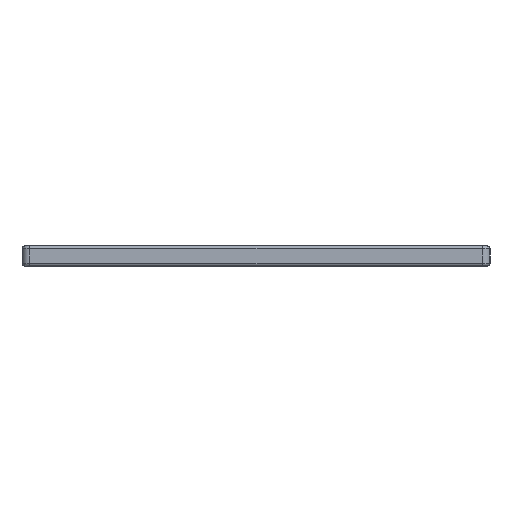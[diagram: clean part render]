
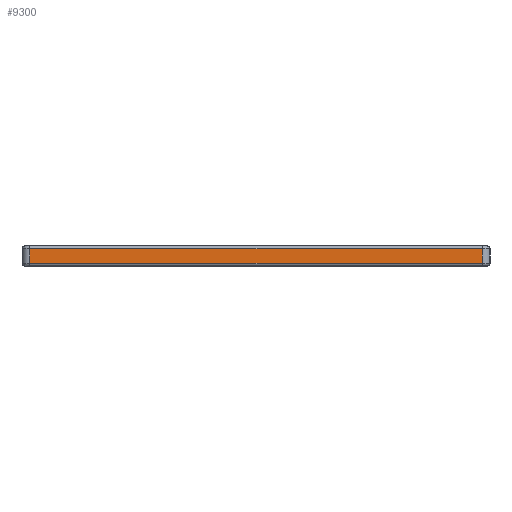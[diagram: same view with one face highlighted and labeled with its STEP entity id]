
A CAD part, left-side view. The second image highlights one B-rep face of the part: STEP entity #9300.
In plain terms, the highlighted planar face has unit normal (-1, 0, 0).
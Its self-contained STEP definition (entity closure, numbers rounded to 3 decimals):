
#1298 = AXIS2_PLACEMENT_3D ( 'NONE', #15698, #8968, #29527 ) ;
#2490 = DIRECTION ( 'NONE',  ( 0., -1., 0. ) ) ;
#3683 = CARTESIAN_POINT ( 'NONE',  ( 0., 295., -11. ) ) ;
#4147 = ORIENTED_EDGE ( 'NONE', *, *, #23791, .T. ) ;
#5260 = VECTOR ( 'NONE', #28884, 1000. ) ;
#6030 = LINE ( 'NONE', #28139, #30041 ) ;
#6352 = PLANE ( 'NONE',  #1298 ) ;
#6812 = DIRECTION ( 'NONE',  ( 0., 0., -1. ) ) ;
#7593 = VERTEX_POINT ( 'NONE', #16965 ) ;
#7607 = VECTOR ( 'NONE', #6812, 1000. ) ;
#8968 = DIRECTION ( 'NONE',  ( -1., 0., 0. ) ) ;
#9300 = ADVANCED_FACE ( 'NONE', ( #27634 ), #6352, .T. ) ;
#9522 = CARTESIAN_POINT ( 'NONE',  ( 0., 5., -11. ) ) ;
#9933 = EDGE_CURVE ( 'NONE', #16047, #19529, #19219, .T. ) ;
#10427 = CARTESIAN_POINT ( 'NONE',  ( 0., 295., -2. ) ) ;
#12530 = EDGE_LOOP ( 'NONE', ( #26787, #29800, #4147, #24709 ) ) ;
#14307 = DIRECTION ( 'NONE',  ( 0., 0., 1. ) ) ;
#15343 = VECTOR ( 'NONE', #2490, 1000. ) ;
#15698 = CARTESIAN_POINT ( 'NONE',  ( 0., 0., -13. ) ) ;
#16047 = VERTEX_POINT ( 'NONE', #17075 ) ;
#16965 = CARTESIAN_POINT ( 'NONE',  ( 0., 5., -2. ) ) ;
#17075 = CARTESIAN_POINT ( 'NONE',  ( 0., 295., -2. ) ) ;
#17385 = EDGE_CURVE ( 'NONE', #19529, #19698, #22987, .T. ) ;
#18773 = EDGE_CURVE ( 'NONE', #7593, #16047, #24539, .T. ) ;
#19219 = LINE ( 'NONE', #27530, #7607 ) ;
#19529 = VERTEX_POINT ( 'NONE', #3683 ) ;
#19698 = VERTEX_POINT ( 'NONE', #9522 ) ;
#20983 = CARTESIAN_POINT ( 'NONE',  ( 0., 0., -11. ) ) ;
#22987 = LINE ( 'NONE', #20983, #15343 ) ;
#23791 = EDGE_CURVE ( 'NONE', #19698, #7593, #6030, .T. ) ;
#24539 = LINE ( 'NONE', #10427, #5260 ) ;
#24709 = ORIENTED_EDGE ( 'NONE', *, *, #18773, .T. ) ;
#26787 = ORIENTED_EDGE ( 'NONE', *, *, #9933, .T. ) ;
#27530 = CARTESIAN_POINT ( 'NONE',  ( 0., 295., -13. ) ) ;
#27634 = FACE_OUTER_BOUND ( 'NONE', #12530, .T. ) ;
#28139 = CARTESIAN_POINT ( 'NONE',  ( 0., 5., -13. ) ) ;
#28884 = DIRECTION ( 'NONE',  ( 0., 1., 0. ) ) ;
#29527 = DIRECTION ( 'NONE',  ( 0., 0., 1. ) ) ;
#29800 = ORIENTED_EDGE ( 'NONE', *, *, #17385, .T. ) ;
#30041 = VECTOR ( 'NONE', #14307, 1000. ) ;
